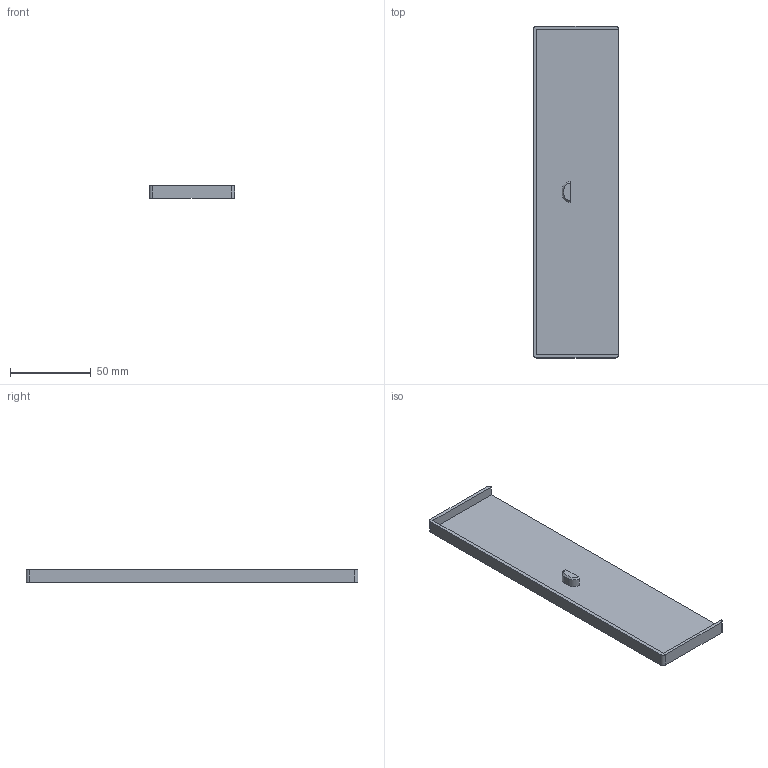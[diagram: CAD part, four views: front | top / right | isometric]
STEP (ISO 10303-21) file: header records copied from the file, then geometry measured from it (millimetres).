
FILE_DESCRIPTION (( 'STEP AP203' ), '1' );
FILE_NAME ('AL_0034-011-S-E.STEP', '2019-02-25T09:25:33', ( '' ), ( '' ), 'SwSTEP 2.0', 'SolidWorks 2018', '' );
FILE_SCHEMA (( 'CONFIG_CONTROL_DESIGN' ));
Length unit declared in the file: millimetre
Products named in the file (1): AL_0034-011-S-E
Bounding box: 53 x 206 x 8 mm (x, y, z)
Volume: 25821.3 mm3; surface area: 26735.3 mm2
Topology: 1 solids, 1 shells, 22 faces, 53 edges, 34 vertices
Faces by surface type: plane 14, cylinder 6, cone 2
Entity records: 716 total; most frequent: DIRECTION 113, CARTESIAN_POINT 110, ORIENTED_EDGE 106, EDGE_CURVE 53, VECTOR 39, LINE 39, AXIS2_PLACEMENT_3D 37, VERTEX_POINT 34
